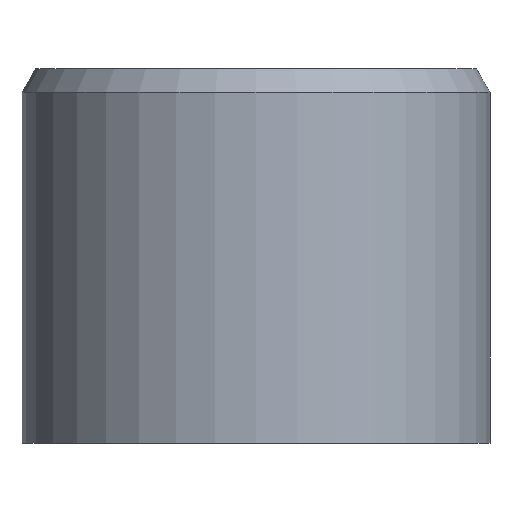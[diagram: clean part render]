
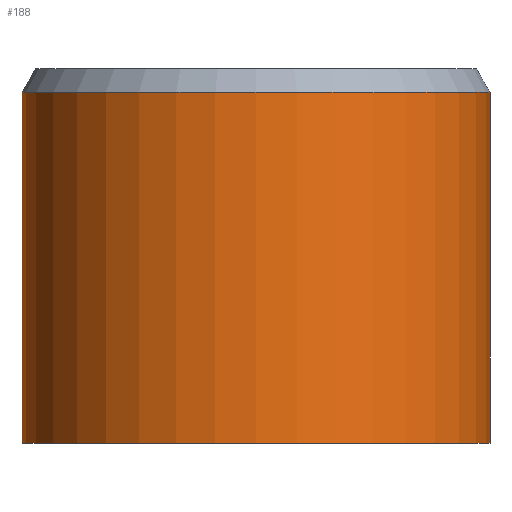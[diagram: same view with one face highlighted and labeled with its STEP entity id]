
A CAD part, front view. The second image highlights one B-rep face of the part: STEP entity #188.
In plain terms, the highlighted cylindrical face has radius 7.938 mm (diameter 15.875 mm), a partial arc.
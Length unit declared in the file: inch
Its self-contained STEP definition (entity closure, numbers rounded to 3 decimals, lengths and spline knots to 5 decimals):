
#4 = DIRECTION ( 'NONE',  ( 1., 0., 0. ) ) ;
#19 = VERTEX_POINT ( 'NONE', #48 ) ;
#20 = DIRECTION ( 'NONE',  ( 0., 0., 1. ) ) ;
#22 = CARTESIAN_POINT ( 'NONE',  ( -0.3125, 0., 0.23425 ) ) ;
#25 = CARTESIAN_POINT ( 'NONE',  ( 0., 0., 0. ) ) ;
#32 = VERTEX_POINT ( 'NONE', #207 ) ;
#34 = CARTESIAN_POINT ( 'NONE',  ( -0.3125, 0., 0.4685 ) ) ;
#38 = LINE ( 'NONE', #96, #189 ) ;
#43 = DIRECTION ( 'NONE',  ( 1., 0., 0. ) ) ;
#48 = CARTESIAN_POINT ( 'NONE',  ( -0.3125, 0., 0. ) ) ;
#58 = CARTESIAN_POINT ( 'NONE',  ( 0.3125, 0., 0.4685 ) ) ;
#65 = CIRCLE ( 'NONE', #122, 0.3125 ) ;
#77 = DIRECTION ( 'NONE',  ( 0., 0., 1. ) ) ;
#92 = ORIENTED_EDGE ( 'NONE', *, *, #225, .F. ) ;
#96 = CARTESIAN_POINT ( 'NONE',  ( 0.3125, 0., 0.23425 ) ) ;
#122 = AXIS2_PLACEMENT_3D ( 'NONE', #25, #77, #4 ) ;
#123 = CARTESIAN_POINT ( 'NONE',  ( 0., 0., 0.4685 ) ) ;
#125 = DIRECTION ( 'NONE',  ( 1., 0., 0. ) ) ;
#127 = EDGE_CURVE ( 'NONE', #284, #286, #215, .T. ) ;
#130 = EDGE_LOOP ( 'NONE', ( #92, #216, #171, #137 ) ) ;
#136 = AXIS2_PLACEMENT_3D ( 'NONE', #227, #20, #125 ) ;
#137 = ORIENTED_EDGE ( 'NONE', *, *, #127, .T. ) ;
#140 = LINE ( 'NONE', #22, #253 ) ;
#169 = EDGE_CURVE ( 'NONE', #32, #284, #38, .T. ) ;
#171 = ORIENTED_EDGE ( 'NONE', *, *, #169, .T. ) ;
#172 = AXIS2_PLACEMENT_3D ( 'NONE', #123, #176, #43 ) ;
#176 = DIRECTION ( 'NONE',  ( 0., 0., -1. ) ) ;
#188 = ADVANCED_FACE ( 'NONE', ( #238 ), #283, .T. ) ;
#189 = VECTOR ( 'NONE', #299, 39.37008 ) ;
#207 = CARTESIAN_POINT ( 'NONE',  ( 0.3125, 0., 0. ) ) ;
#214 = EDGE_CURVE ( 'NONE', #19, #32, #65, .T. ) ;
#215 = CIRCLE ( 'NONE', #172, 0.3125 ) ;
#216 = ORIENTED_EDGE ( 'NONE', *, *, #214, .T. ) ;
#225 = EDGE_CURVE ( 'NONE', #19, #286, #140, .T. ) ;
#227 = CARTESIAN_POINT ( 'NONE',  ( 0., 0., 0.23425 ) ) ;
#238 = FACE_OUTER_BOUND ( 'NONE', #130, .T. ) ;
#253 = VECTOR ( 'NONE', #276, 39.37008 ) ;
#276 = DIRECTION ( 'NONE',  ( 0., 0., 1. ) ) ;
#283 = CYLINDRICAL_SURFACE ( 'NONE', #136, 0.3125 ) ;
#284 = VERTEX_POINT ( 'NONE', #58 ) ;
#286 = VERTEX_POINT ( 'NONE', #34 ) ;
#299 = DIRECTION ( 'NONE',  ( 0., 0., 1. ) ) ;
